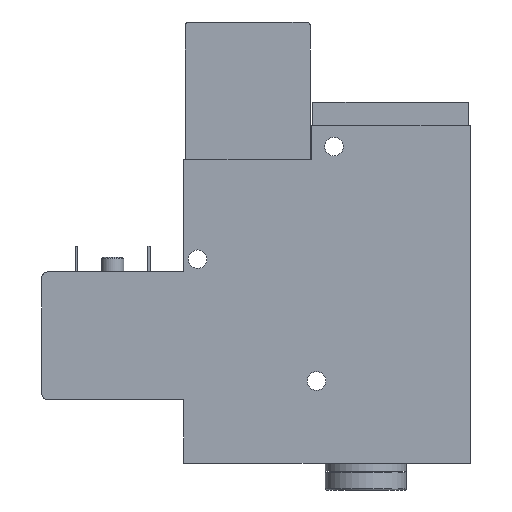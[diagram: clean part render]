
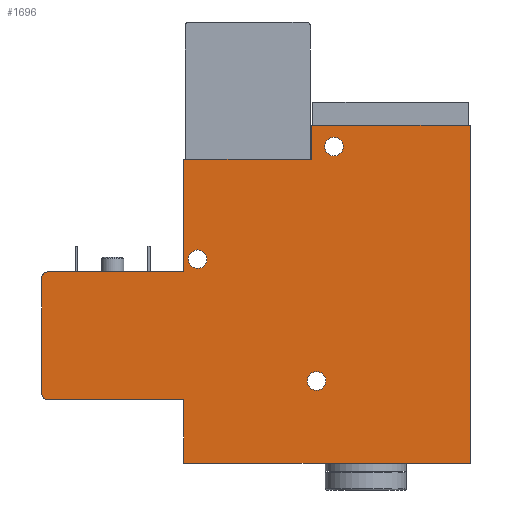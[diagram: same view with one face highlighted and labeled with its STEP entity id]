
A CAD part, left-side view. The second image highlights one B-rep face of the part: STEP entity #1696.
In plain terms, the highlighted face is planar.
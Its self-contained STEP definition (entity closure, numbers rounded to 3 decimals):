
#82=CIRCLE('',#1807,1.);
#83=CIRCLE('',#1808,1.);
#84=CIRCLE('',#1809,1.6);
#85=CIRCLE('',#1810,1.6);
#86=CIRCLE('',#1811,1.6);
#193=ORIENTED_EDGE('',*,*,#441,.F.);
#194=ORIENTED_EDGE('',*,*,#432,.F.);
#195=ORIENTED_EDGE('',*,*,#484,.F.);
#196=ORIENTED_EDGE('',*,*,#485,.F.);
#197=ORIENTED_EDGE('',*,*,#486,.F.);
#198=ORIENTED_EDGE('',*,*,#487,.F.);
#199=ORIENTED_EDGE('',*,*,#447,.F.);
#200=ORIENTED_EDGE('',*,*,#469,.F.);
#201=ORIENTED_EDGE('',*,*,#463,.F.);
#202=ORIENTED_EDGE('',*,*,#456,.F.);
#203=ORIENTED_EDGE('',*,*,#448,.F.);
#204=ORIENTED_EDGE('',*,*,#475,.F.);
#205=ORIENTED_EDGE('',*,*,#488,.F.);
#206=ORIENTED_EDGE('',*,*,#489,.F.);
#207=ORIENTED_EDGE('',*,*,#490,.F.);
#432=EDGE_CURVE('',#585,#586,#702,.T.);
#441=EDGE_CURVE('',#586,#594,#710,.T.);
#447=EDGE_CURVE('',#599,#597,#716,.T.);
#448=EDGE_CURVE('',#600,#601,#717,.T.);
#456=EDGE_CURVE('',#601,#608,#725,.T.);
#463=EDGE_CURVE('',#608,#614,#728,.T.);
#469=EDGE_CURVE('',#614,#599,#731,.T.);
#475=EDGE_CURVE('',#594,#600,#737,.T.);
#484=EDGE_CURVE('',#629,#585,#82,.T.);
#485=EDGE_CURVE('',#630,#629,#741,.T.);
#486=EDGE_CURVE('',#631,#630,#83,.T.);
#487=EDGE_CURVE('',#597,#631,#742,.T.);
#488=EDGE_CURVE('',#632,#632,#84,.T.);
#489=EDGE_CURVE('',#633,#633,#85,.T.);
#490=EDGE_CURVE('',#634,#634,#86,.T.);
#585=VERTEX_POINT('',#2314);
#586=VERTEX_POINT('',#2315);
#594=VERTEX_POINT('',#2333);
#597=VERTEX_POINT('',#2340);
#599=VERTEX_POINT('',#2344);
#600=VERTEX_POINT('',#2348);
#601=VERTEX_POINT('',#2349);
#608=VERTEX_POINT('',#2365);
#614=VERTEX_POINT('',#2379);
#629=VERTEX_POINT('',#2419);
#630=VERTEX_POINT('',#2421);
#631=VERTEX_POINT('',#2423);
#632=VERTEX_POINT('',#2426);
#633=VERTEX_POINT('',#2428);
#634=VERTEX_POINT('',#2430);
#702=LINE('',#2313,#796);
#710=LINE('',#2332,#804);
#716=LINE('',#2345,#810);
#717=LINE('',#2347,#811);
#725=LINE('',#2364,#819);
#728=LINE('',#2378,#822);
#731=LINE('',#2390,#825);
#737=LINE('',#2401,#831);
#741=LINE('',#2420,#835);
#742=LINE('',#2424,#836);
#796=VECTOR('',#1933,1000.);
#804=VECTOR('',#1945,1000.);
#810=VECTOR('',#1953,1000.);
#811=VECTOR('',#1956,1000.);
#819=VECTOR('',#1966,1000.);
#822=VECTOR('',#1979,1000.);
#825=VECTOR('',#1990,1000.);
#831=VECTOR('',#1998,1000.);
#835=VECTOR('',#2018,1000.);
#836=VECTOR('',#2021,1000.);
#910=EDGE_LOOP('',(#193,#194,#195,#196,#197,#198,#199,#200,#201,#202,#203,
#204));
#911=EDGE_LOOP('',(#205));
#912=EDGE_LOOP('',(#206));
#913=EDGE_LOOP('',(#207));
#1048=FACE_BOUND('',#910,.T.);
#1049=FACE_BOUND('',#911,.T.);
#1050=FACE_BOUND('',#912,.T.);
#1051=FACE_BOUND('',#913,.T.);
#1171=PLANE('',#1806);
#1696=ADVANCED_FACE('',(#1048,#1049,#1050,#1051),#1171,.F.);
#1806=AXIS2_PLACEMENT_3D('',#2417,#2014,#2015);
#1807=AXIS2_PLACEMENT_3D('',#2418,#2016,#2017);
#1808=AXIS2_PLACEMENT_3D('',#2422,#2019,#2020);
#1809=AXIS2_PLACEMENT_3D('',#2425,#2022,#2023);
#1810=AXIS2_PLACEMENT_3D('',#2427,#2024,#2025);
#1811=AXIS2_PLACEMENT_3D('',#2429,#2026,#2027);
#1933=DIRECTION('',(0.,-1.,0.));
#1945=DIRECTION('',(-1.,0.,0.));
#1953=DIRECTION('',(-1.,0.,0.));
#1956=DIRECTION('',(-1.,0.,0.));
#1966=DIRECTION('',(0.,-1.,0.));
#1979=DIRECTION('',(1.,0.,0.));
#1990=DIRECTION('',(0.,1.,0.));
#1998=DIRECTION('',(0.,-1.,0.));
#2014=DIRECTION('',(0.,0.,1.));
#2015=DIRECTION('',(1.,0.,0.));
#2016=DIRECTION('',(0.,0.,1.));
#2017=DIRECTION('',(1.,0.,0.));
#2018=DIRECTION('',(-1.,0.,0.));
#2019=DIRECTION('',(0.,0.,1.));
#2020=DIRECTION('',(1.,0.,0.));
#2021=DIRECTION('',(0.,1.,0.));
#2022=DIRECTION('',(0.,0.,-1.));
#2023=DIRECTION('',(-1.,0.,0.));
#2024=DIRECTION('',(0.,0.,-1.));
#2025=DIRECTION('',(-1.,0.,0.));
#2026=DIRECTION('',(0.,0.,-1.));
#2027=DIRECTION('',(-1.,0.,0.));
#2313=CARTESIAN_POINT('',(-33.,72.9,-7.5));
#2314=CARTESIAN_POINT('',(-33.,72.9,-7.5));
#2315=CARTESIAN_POINT('',(-33.,49.4,-7.5));
#2332=CARTESIAN_POINT('',(0.,49.4,-7.5));
#2333=CARTESIAN_POINT('',(-52.4,49.4,-7.5));
#2340=CARTESIAN_POINT('',(-11.,49.4,-7.5));
#2344=CARTESIAN_POINT('',(0.,49.4,-7.5));
#2345=CARTESIAN_POINT('',(0.,49.4,-7.5));
#2347=CARTESIAN_POINT('',(-52.4,27.4,-7.5));
#2348=CARTESIAN_POINT('',(-52.4,27.4,-7.5));
#2349=CARTESIAN_POINT('',(-58.3,27.4,-7.5));
#2364=CARTESIAN_POINT('',(-58.3,27.4,-7.5));
#2365=CARTESIAN_POINT('',(-58.3,0.,-7.5));
#2378=CARTESIAN_POINT('',(-58.3,0.,-7.5));
#2379=CARTESIAN_POINT('',(0.,0.,-7.5));
#2390=CARTESIAN_POINT('',(0.,0.,-7.5));
#2401=CARTESIAN_POINT('',(-52.4,49.4,-7.5));
#2417=CARTESIAN_POINT('',(0.,0.,-7.5));
#2418=CARTESIAN_POINT('',(-32.,72.9,-7.5));
#2419=CARTESIAN_POINT('',(-32.,73.9,-7.5));
#2420=CARTESIAN_POINT('',(-12.,73.9,-7.5));
#2421=CARTESIAN_POINT('',(-12.,73.9,-7.5));
#2422=CARTESIAN_POINT('',(-12.,72.9,-7.5));
#2423=CARTESIAN_POINT('',(-11.,72.9,-7.5));
#2424=CARTESIAN_POINT('',(-11.,48.4,-7.5));
#2425=CARTESIAN_POINT('',(-14.2,26.5,-7.5));
#2426=CARTESIAN_POINT('',(-15.8,26.5,-7.5));
#2427=CARTESIAN_POINT('',(-35.2,47.,-7.5));
#2428=CARTESIAN_POINT('',(-36.8,47.,-7.5));
#2429=CARTESIAN_POINT('',(-54.6,23.5,-7.5));
#2430=CARTESIAN_POINT('',(-56.2,23.5,-7.5));
